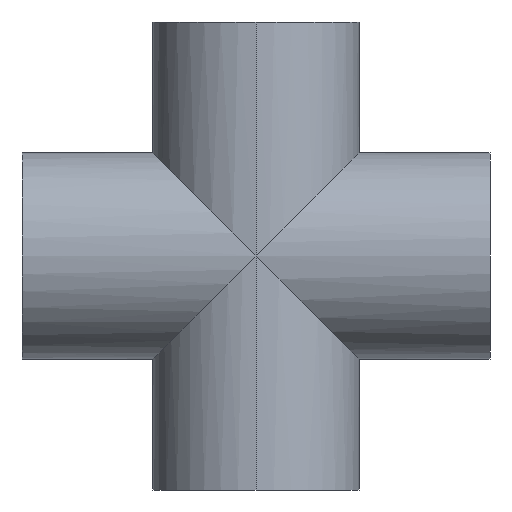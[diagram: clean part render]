
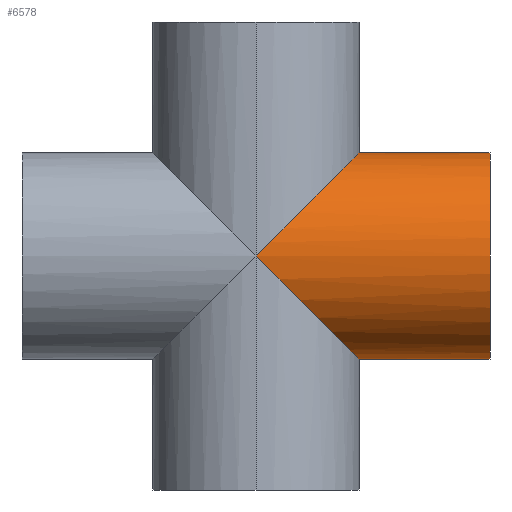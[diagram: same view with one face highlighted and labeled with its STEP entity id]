
A CAD part, left-side view. The second image highlights one B-rep face of the part: STEP entity #6578.
In plain terms, the highlighted cylindrical face has radius 21.2 mm (diameter 42.4 mm), a partial arc.
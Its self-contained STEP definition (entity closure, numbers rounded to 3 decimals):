
#407 = ORIENTED_EDGE ( 'NONE', *, *, #3398, .F. ) ;
#1065 = CARTESIAN_POINT ( 'NONE',  ( 0., 48., 21.2 ) ) ;
#1275 = CARTESIAN_POINT ( 'NONE',  ( -21.2, 0., 0. ) ) ;
#2097 = CARTESIAN_POINT ( 'NONE',  ( -12.419, -21.2, -21.2 ) ) ;
#2536 = CYLINDRICAL_SURFACE ( 'NONE', #8106, 21.2 ) ;
#2673 = CIRCLE ( 'NONE', #6623, 21.2 ) ;
#2728 = CARTESIAN_POINT ( 'NONE',  ( 0., -21.2, -21.2 ) ) ;
#2940 = DIRECTION ( 'NONE',  ( 0., 0., -1. ) ) ;
#3008 = CARTESIAN_POINT ( 'NONE',  ( 0., -48., 21.2 ) ) ;
#3245 = EDGE_CURVE ( 'NONE', #3993, #6181, #9055, .T. ) ;
#3398 = EDGE_CURVE ( 'NONE', #9730, #7851, #5822, .T. ) ;
#3689 = VECTOR ( 'NONE', #7674, 1000. ) ;
#3690 = CARTESIAN_POINT ( 'NONE',  ( -21.2, -12.419, 12.419 ) ) ;
#3828 = DIRECTION ( 'NONE',  ( 0., -1., 0. ) ) ;
#3993 = VERTEX_POINT ( 'NONE', #2728 ) ;
#4156 =( BOUNDED_CURVE ( )  B_SPLINE_CURVE ( 3, ( #1275, #6139, #2097, #7825 ),
 .UNSPECIFIED., .F., .F. ) 
 B_SPLINE_CURVE_WITH_KNOTS ( ( 4, 4 ),
 ( 4.712, 6.283 ),
 .UNSPECIFIED. ) 
 CURVE ( )  GEOMETRIC_REPRESENTATION_ITEM ( )  RATIONAL_B_SPLINE_CURVE ( ( 1., 0.805, 0.805, 1. ) ) 
 REPRESENTATION_ITEM ( '' )  );
#4389 = CARTESIAN_POINT ( 'NONE',  ( 0., -48., 0. ) ) ;
#4423 = CARTESIAN_POINT ( 'NONE',  ( 0., -48., -21.2 ) ) ;
#4478 = CARTESIAN_POINT ( 'NONE',  ( 0., -21.2, 21.2 ) ) ;
#4643 = CARTESIAN_POINT ( 'NONE',  ( 0., 48., -21.2 ) ) ;
#4719 = VECTOR ( 'NONE', #3828, 1000. ) ;
#4835 = CARTESIAN_POINT ( 'NONE',  ( 0., -21.2, 21.2 ) ) ;
#5180 = DIRECTION ( 'NONE',  ( 0., 0., 1. ) ) ;
#5558 = CARTESIAN_POINT ( 'NONE',  ( -21.2, 0., 0. ) ) ;
#5733 = EDGE_LOOP ( 'NONE', ( #407, #10528, #10026, #9556, #8792 ) ) ;
#5822 = LINE ( 'NONE', #1065, #3689 ) ;
#6073 = CARTESIAN_POINT ( 'NONE',  ( -12.419, -21.2, 21.2 ) ) ;
#6139 = CARTESIAN_POINT ( 'NONE',  ( -21.2, -12.419, -12.419 ) ) ;
#6143 = EDGE_CURVE ( 'NONE', #6181, #7851, #2673, .T. ) ;
#6181 = VERTEX_POINT ( 'NONE', #4423 ) ;
#6578 = ADVANCED_FACE ( 'NONE', ( #9069 ), #2536, .T. ) ;
#6623 = AXIS2_PLACEMENT_3D ( 'NONE', #4389, #10094, #5180 ) ;
#6999 = CARTESIAN_POINT ( 'NONE',  ( 0., 48., 0. ) ) ;
#7674 = DIRECTION ( 'NONE',  ( 0., -1., 0. ) ) ;
#7825 = CARTESIAN_POINT ( 'NONE',  ( 0., -21.2, -21.2 ) ) ;
#7851 = VERTEX_POINT ( 'NONE', #3008 ) ;
#8039 = EDGE_CURVE ( 'NONE', #9730, #8158, #8762, .T. ) ;
#8106 = AXIS2_PLACEMENT_3D ( 'NONE', #6999, #10226, #2940 ) ;
#8158 = VERTEX_POINT ( 'NONE', #5558 ) ;
#8524 = EDGE_CURVE ( 'NONE', #8158, #3993, #4156, .T. ) ;
#8762 =( BOUNDED_CURVE ( )  B_SPLINE_CURVE ( 3, ( #4478, #6073, #3690, #9402 ),
 .UNSPECIFIED., .F., .F. ) 
 B_SPLINE_CURVE_WITH_KNOTS ( ( 4, 4 ),
 ( 3.142, 4.712 ),
 .UNSPECIFIED. ) 
 CURVE ( )  GEOMETRIC_REPRESENTATION_ITEM ( )  RATIONAL_B_SPLINE_CURVE ( ( 1., 0.805, 0.805, 1. ) ) 
 REPRESENTATION_ITEM ( '' )  );
#8792 = ORIENTED_EDGE ( 'NONE', *, *, #6143, .T. ) ;
#9055 = LINE ( 'NONE', #4643, #4719 ) ;
#9069 = FACE_OUTER_BOUND ( 'NONE', #5733, .T. ) ;
#9402 = CARTESIAN_POINT ( 'NONE',  ( -21.2, 0., 0. ) ) ;
#9556 = ORIENTED_EDGE ( 'NONE', *, *, #3245, .T. ) ;
#9730 = VERTEX_POINT ( 'NONE', #4835 ) ;
#10026 = ORIENTED_EDGE ( 'NONE', *, *, #8524, .T. ) ;
#10094 = DIRECTION ( 'NONE',  ( 0., 1., 0. ) ) ;
#10226 = DIRECTION ( 'NONE',  ( 0., -1., 0. ) ) ;
#10528 = ORIENTED_EDGE ( 'NONE', *, *, #8039, .T. ) ;
